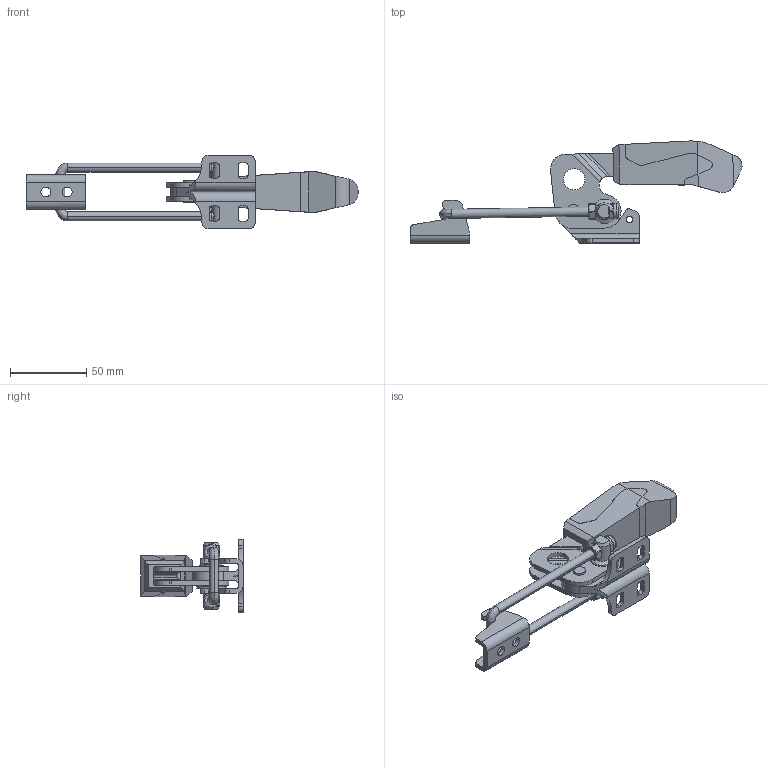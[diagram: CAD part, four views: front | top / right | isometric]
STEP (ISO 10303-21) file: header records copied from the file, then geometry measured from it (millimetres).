
FILE_DESCRIPTION(('STEP AP214'),'1');
FILE_NAME('HALDERN_EH_23330_3004.stp','2019-11-14T12:13:51',('TraceParts'),('TraceParts S.A.'),'Spatial InterOp 3D',' ',' ');
FILE_SCHEMA(('AUTOMOTIVE_DESIGN { 1 0 10303 214 1 1 1 1 }'));
Length unit declared in the file: millimetre
Products named in the file (1): HALDERN_EH_23330_3004_1
Bounding box: 217.95 x 67 x 48 mm (x, y, z)
Volume: 88122.8 mm3; surface area: 36606.9 mm2
Topology: 6 solids, 6 shells, 408 faces, 1108 edges, 724 vertices
Faces by surface type: cylinder 206, plane 146, cone 44, bspline 12
Entity records: 16757 total; most frequent: CARTESIAN_POINT 3123, ORIENTED_EDGE 2216, DIRECTION 2150, EDGE_CURVE 1108, AXIS2_PLACEMENT_3D 807, VERTEX_POINT 724, LINE 536, VECTOR 536
